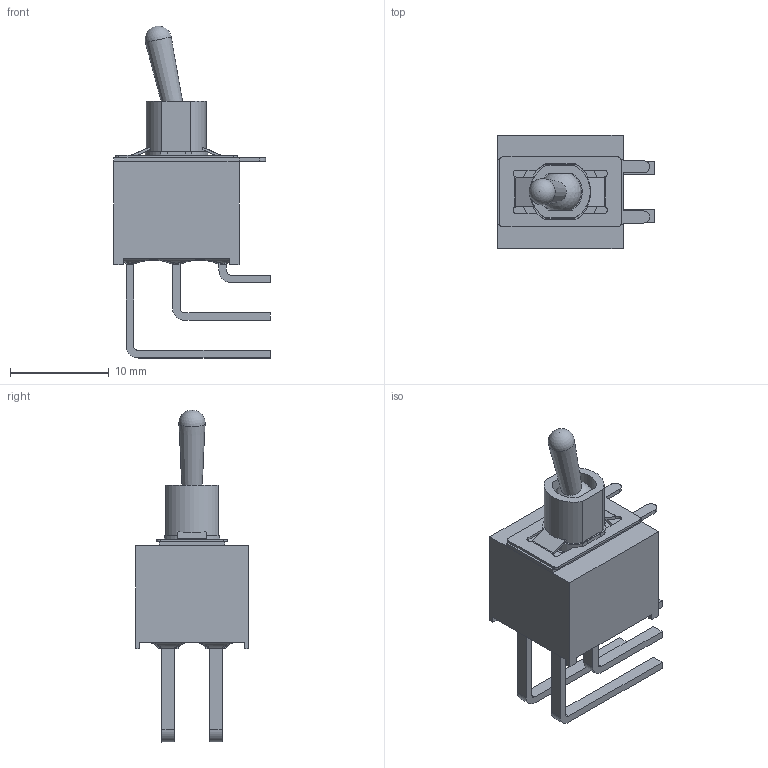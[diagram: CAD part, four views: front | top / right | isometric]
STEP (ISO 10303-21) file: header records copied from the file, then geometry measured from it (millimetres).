
FILE_DESCRIPTION((''),'2;1');
FILE_NAME('100AWDPxT2B4M7xE.stp','2012-06-12T13:41:21',('rcelander'),(''),'Autodesk Inventor 11','Autodesk Inventor 11','');
FILE_SCHEMA(('AUTOMOTIVE_DESIGN { 1 0 10303 214 1 1 1 1 }'));
Length unit declared in the file: millimetre
Products named in the file (7): Assembly1; 100A-300A WDP BODY; 100A B4; 100A-300A WDP M7; 100A T2; 100A-300A WSP M7 PLATE; 100A-300A COMPRESION PLATE
Assembly tree (6 placements, depth 2):
  Assembly1
    100A-300A WDP BODY
    100A B4
    100A-300A WDP M7
    100A T2
    100A-300A WSP M7 PLATE
    100A-300A COMPRESION PLATE
Bounding box: 15.88 x 11.43 x 33.59 mm (x, y, z)
Volume: 1731.3 mm3; surface area: 1937.2 mm2
Topology: 7 solids, 7 shells, 229 faces, 641 edges, 426 vertices
Faces by surface type: plane 158, cylinder 52, bspline 16, sphere 2, cone 1
Entity records: 10151 total; most frequent: CARTESIAN_POINT 4227, ORIENTED_EDGE 1268, DIRECTION 1092, EDGE_CURVE 634, VECTOR 428, LINE 428, VERTEX_POINT 422, AXIS2_PLACEMENT_3D 332
